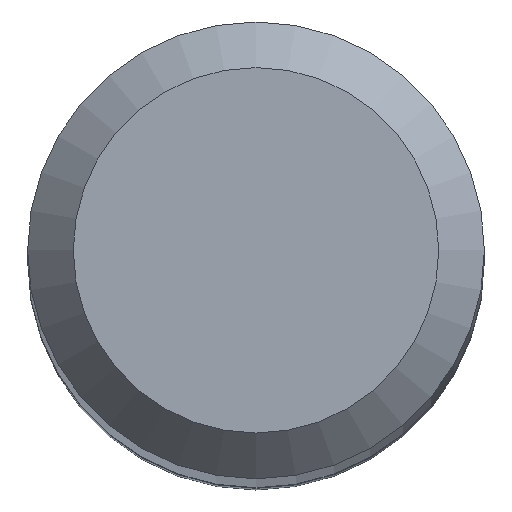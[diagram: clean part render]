
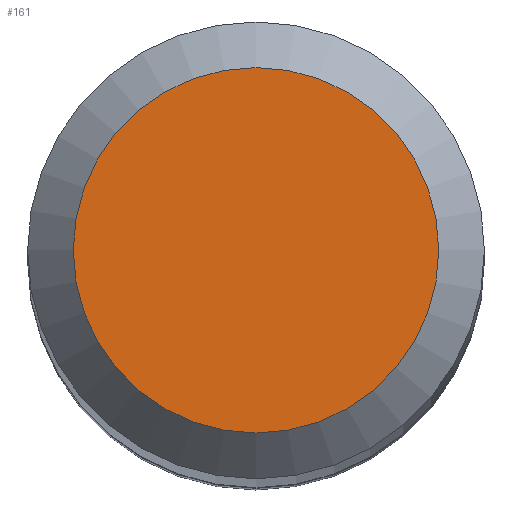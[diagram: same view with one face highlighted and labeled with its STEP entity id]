
A CAD part, top view. The second image highlights one B-rep face of the part: STEP entity #161.
In plain terms, the highlighted planar face has unit normal (0, 0, 1).
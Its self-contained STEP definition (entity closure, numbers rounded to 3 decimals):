
#1 = DIRECTION ( 'NONE',  ( 0., 0., -1. ) ) ;
#6 = VERTEX_POINT ( 'NONE', #182 ) ;
#17 = CARTESIAN_POINT ( 'NONE',  ( 0., 0., 57. ) ) ;
#19 = FACE_OUTER_BOUND ( 'NONE', #208, .T. ) ;
#33 = AXIS2_PLACEMENT_3D ( 'NONE', #58, #1, #144 ) ;
#58 = CARTESIAN_POINT ( 'NONE',  ( 0., 0., 57. ) ) ;
#66 = CIRCLE ( 'NONE', #33, 1.6 ) ;
#100 = ORIENTED_EDGE ( 'NONE', *, *, #173, .F. ) ;
#105 = DIRECTION ( 'NONE',  ( 0., 0., -1. ) ) ;
#106 = PLANE ( 'NONE',  #243 ) ;
#144 = DIRECTION ( 'NONE',  ( 0., 1., 0. ) ) ;
#161 = ADVANCED_FACE ( 'NONE', ( #19 ), #106, .F. ) ;
#173 = EDGE_CURVE ( 'NONE', #6, #6, #66, .T. ) ;
#182 = CARTESIAN_POINT ( 'NONE',  ( 0., 1.6, 57. ) ) ;
#185 = DIRECTION ( 'NONE',  ( 0., 1., 0. ) ) ;
#208 = EDGE_LOOP ( 'NONE', ( #100 ) ) ;
#243 = AXIS2_PLACEMENT_3D ( 'NONE', #17, #105, #185 ) ;
